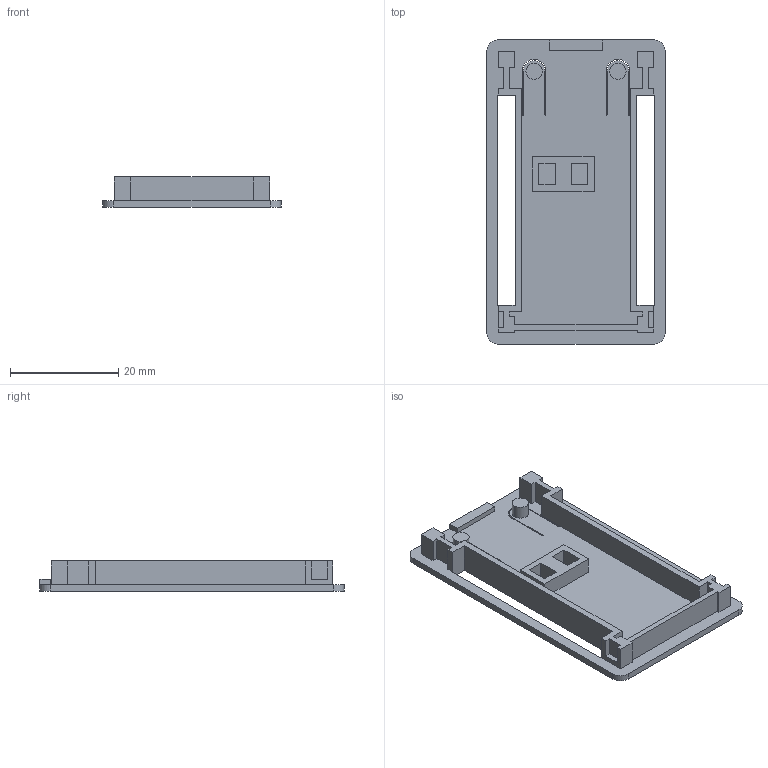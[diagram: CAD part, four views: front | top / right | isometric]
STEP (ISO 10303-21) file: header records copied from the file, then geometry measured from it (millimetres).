
FILE_DESCRIPTION (( 'STEP AP214' ), '1' );
FILE_NAME ('esp32-wroom_top.STEP', '2024-07-27T14:10:19', ( '' ), ( '' ), 'SwSTEP 2.0', 'SolidWorks 2023', '' );
FILE_SCHEMA (( 'AUTOMOTIVE_DESIGN' ));
Length unit declared in the file: millimetre
Products named in the file (1): esp32-wroom_top
Bounding box: 32.9 x 56.2 x 5.6 mm (x, y, z)
Volume: 2875.5 mm3; surface area: 5282.4 mm2
Topology: 1 solids, 1 shells, 106 faces, 300 edges, 200 vertices
Faces by surface type: plane 90, cylinder 16
Entity records: 3435 total; most frequent: CARTESIAN_POINT 607, ORIENTED_EDGE 600, DIRECTION 546, EDGE_CURVE 300, VECTOR 268, LINE 268, VERTEX_POINT 200, AXIS2_PLACEMENT_3D 139
